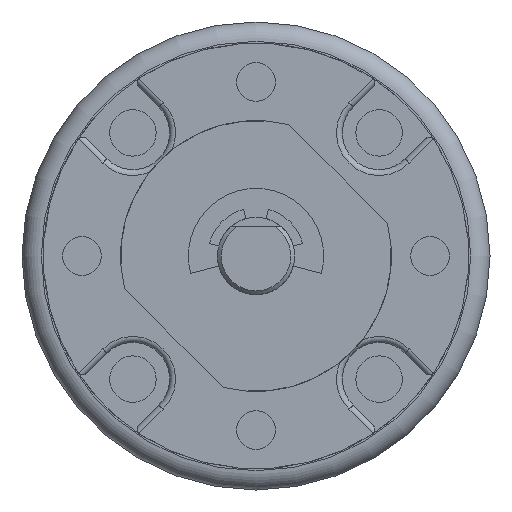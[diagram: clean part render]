
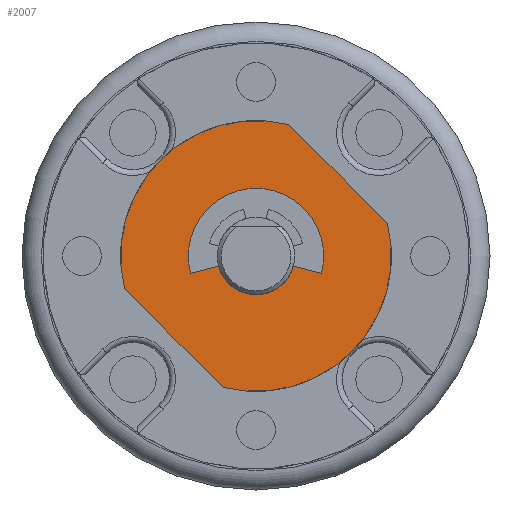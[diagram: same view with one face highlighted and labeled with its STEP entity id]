
A CAD part, front view. The second image highlights one B-rep face of the part: STEP entity #2007.
In plain terms, the highlighted planar face has unit normal (0, -1, 0).
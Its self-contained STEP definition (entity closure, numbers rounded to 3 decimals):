
#1849=CARTESIAN_POINT('',(1.449,-2.0,-0.388));
#1850=VERTEX_POINT('',#1849);
#1858=CARTESIAN_POINT('',(-1.449,-2.0,-0.388));
#1859=VERTEX_POINT('',#1858);
#1866=CARTESIAN_POINT('',(0.0,-2.0,0.0));
#1867=DIRECTION('',(0.0,1.0,0.0));
#1868=DIRECTION('',(-1.0,0.0,0.0));
#1869=AXIS2_PLACEMENT_3D('',#1866,#1867,#1868);
#1870=CIRCLE('',#1869,1.5);
#1871=EDGE_CURVE('',#1850,#1859,#1870,.T.);
#1940=CARTESIAN_POINT('',(-0.04,-2.0,0.04));
#1941=DIRECTION('',(0.0,1.0,0.0));
#1942=DIRECTION('',(0.0,0.0,1.0));
#1943=AXIS2_PLACEMENT_3D('',#1940,#1941,#1942);
#1944=PLANE('',#1943);
#1945=CARTESIAN_POINT('',(-6.792,-2.0,-1.693));
#1946=VERTEX_POINT('',#1945);
#1947=CARTESIAN_POINT('',(1.693,-2.0,6.792));
#1948=VERTEX_POINT('',#1947);
#1949=CARTESIAN_POINT('',(0.0,-2.0,0.0));
#1950=DIRECTION('',(0.0,1.0,0.0));
#1951=DIRECTION('',(0.242,0.0,0.97));
#1952=AXIS2_PLACEMENT_3D('',#1949,#1950,#1951);
#1953=CIRCLE('',#1952,7.);
#1954=EDGE_CURVE('',#1946,#1948,#1953,.T.);
#1955=ORIENTED_EDGE('',*,*,#1954,.F.);
#1956=CARTESIAN_POINT('',(-1.693,-2.0,-6.792));
#1957=VERTEX_POINT('',#1956);
#1958=CARTESIAN_POINT('',(-1.693,-2.0,-6.792));
#1959=DIRECTION('',(-0.707,0.0,0.707));
#1960=VECTOR('',#1959,7.211);
#1961=LINE('',#1958,#1960);
#1962=EDGE_CURVE('',#1957,#1946,#1961,.T.);
#1963=ORIENTED_EDGE('',*,*,#1962,.F.);
#1964=CARTESIAN_POINT('',(6.792,-2.0,1.693));
#1965=VERTEX_POINT('',#1964);
#1966=CARTESIAN_POINT('',(0.0,-2.0,0.0));
#1967=DIRECTION('',(0.0,1.0,0.0));
#1968=DIRECTION('',(-0.242,0.0,-0.97));
#1969=AXIS2_PLACEMENT_3D('',#1966,#1967,#1968);
#1970=CIRCLE('',#1969,7.);
#1971=EDGE_CURVE('',#1965,#1957,#1970,.T.);
#1972=ORIENTED_EDGE('',*,*,#1971,.F.);
#1973=CARTESIAN_POINT('',(1.693,-2.0,6.792));
#1974=DIRECTION('',(0.707,0.0,-0.707));
#1975=VECTOR('',#1974,7.211);
#1976=LINE('',#1973,#1975);
#1977=EDGE_CURVE('',#1948,#1965,#1976,.T.);
#1978=ORIENTED_EDGE('',*,*,#1977,.F.);
#1979=EDGE_LOOP('',(#1955,#1963,#1972,#1978));
#1980=FACE_OUTER_BOUND('',#1979,.T.);
#1981=ORIENTED_EDGE('',*,*,#1871,.T.);
#1982=CARTESIAN_POINT('',(-3.381,-2.0,-0.906));
#1983=VERTEX_POINT('',#1982);
#1984=CARTESIAN_POINT('',(-1.449,-2.0,-0.388));
#1985=DIRECTION('',(-0.966,0.0,-0.259));
#1986=VECTOR('',#1985,2.0);
#1987=LINE('',#1984,#1986);
#1988=EDGE_CURVE('',#1859,#1983,#1987,.T.);
#1989=ORIENTED_EDGE('',*,*,#1988,.T.);
#1990=CARTESIAN_POINT('',(3.381,-2.0,-0.906));
#1991=VERTEX_POINT('',#1990);
#1992=CARTESIAN_POINT('',(0.0,-2.0,0.0));
#1993=DIRECTION('',(0.0,1.0,0.0));
#1994=DIRECTION('',(-0.966,0.0,0.259));
#1995=AXIS2_PLACEMENT_3D('',#1992,#1993,#1994);
#1996=CIRCLE('',#1995,3.5);
#1997=EDGE_CURVE('',#1983,#1991,#1996,.T.);
#1998=ORIENTED_EDGE('',*,*,#1997,.T.);
#1999=CARTESIAN_POINT('',(3.381,-2.0,-0.906));
#2000=DIRECTION('',(-0.966,0.0,0.259));
#2001=VECTOR('',#2000,2.0);
#2002=LINE('',#1999,#2001);
#2003=EDGE_CURVE('',#1991,#1850,#2002,.T.);
#2004=ORIENTED_EDGE('',*,*,#2003,.T.);
#2005=EDGE_LOOP('',(#1981,#1989,#1998,#2004));
#2006=FACE_BOUND('',#2005,.T.);
#2007=ADVANCED_FACE('',(#1980,#2006),#1944,.F.);
